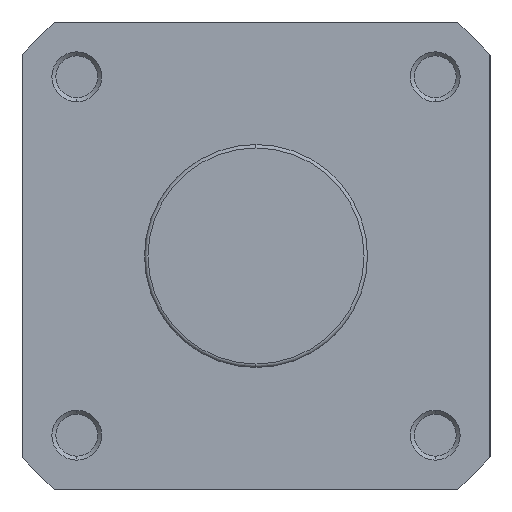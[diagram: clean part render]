
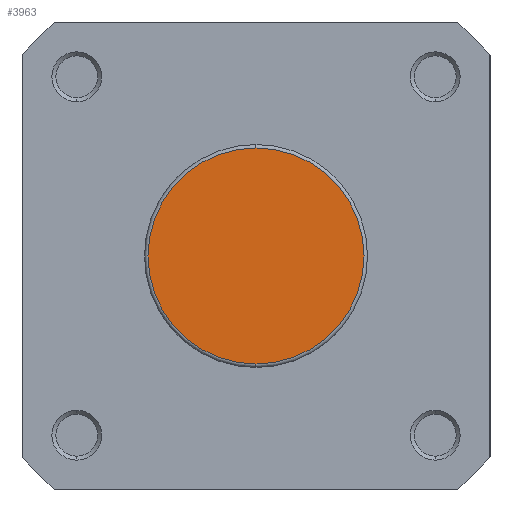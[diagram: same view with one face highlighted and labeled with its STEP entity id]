
A CAD part, left-side view. The second image highlights one B-rep face of the part: STEP entity #3963.
In plain terms, the highlighted planar face has unit normal (-1, 0, 0).
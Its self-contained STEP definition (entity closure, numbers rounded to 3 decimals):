
#17 = EDGE_CURVE ( 'NONE', #2476, #2475, #3286, .T. ) ;
#96 = EDGE_CURVE ( 'NONE', #2475, #2476, #3387, .T. ) ;
#654 = CARTESIAN_POINT ( 'NONE',  ( 0., 0., -21.7 ) ) ;
#655 = CARTESIAN_POINT ( 'NONE',  ( 0., 0., 21.7 ) ) ;
#1410 = CARTESIAN_POINT ( 'NONE',  ( 0., 22.4, 0. ) ) ;
#1411 = PLANE ( 'NONE',  #4310 ) ;
#1413 = DIRECTION ( 'NONE',  ( 1., 0., 0. ) ) ;
#1414 = DIRECTION ( 'NONE',  ( 0., 0., -1. ) ) ;
#1635 = FACE_OUTER_BOUND ( 'NONE', #5530, .T. ) ;
#2360 = DIRECTION ( 'NONE',  ( -1., 0., 0. ) ) ;
#2361 = DIRECTION ( 'NONE',  ( 0., 0., -1. ) ) ;
#2475 = VERTEX_POINT ( 'NONE', #654 ) ;
#2476 = VERTEX_POINT ( 'NONE', #655 ) ;
#2659 = CARTESIAN_POINT ( 'NONE',  ( 0., 0., 0. ) ) ;
#3286 = CIRCLE ( 'NONE', #4486, 21.7 ) ;
#3387 = CIRCLE ( 'NONE', #4077, 21.7 ) ;
#3963 = ADVANCED_FACE ( 'NONE', ( #1635 ), #1411, .F. ) ;
#4077 = AXIS2_PLACEMENT_3D ( 'NONE', #4898, #4899, #4897 ) ;
#4310 = AXIS2_PLACEMENT_3D ( 'NONE', #1410, #1413, #1414 ) ;
#4486 = AXIS2_PLACEMENT_3D ( 'NONE', #2659, #2360, #2361 ) ;
#4897 = DIRECTION ( 'NONE',  ( 0., 0., -1. ) ) ;
#4898 = CARTESIAN_POINT ( 'NONE',  ( 0., 0., 0. ) ) ;
#4899 = DIRECTION ( 'NONE',  ( -1., 0., 0. ) ) ;
#5530 = EDGE_LOOP ( 'NONE', ( #5603, #5605 ) ) ;
#5603 = ORIENTED_EDGE ( 'NONE', *, *, #96, .T. ) ;
#5605 = ORIENTED_EDGE ( 'NONE', *, *, #17, .T. ) ;
